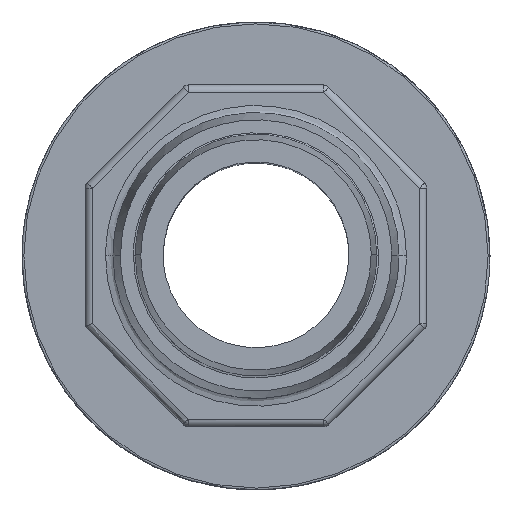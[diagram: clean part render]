
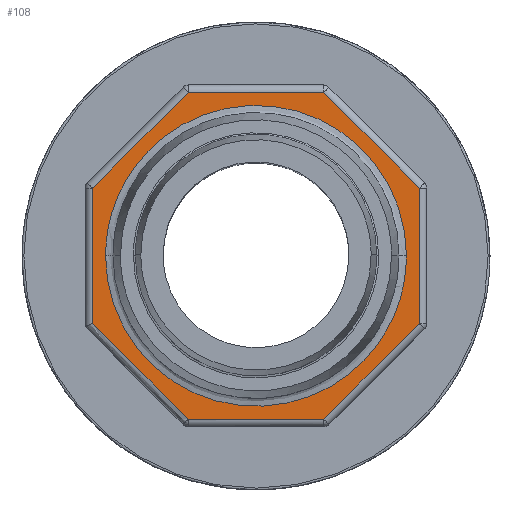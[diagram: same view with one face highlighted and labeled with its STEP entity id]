
A CAD part, top view. The second image highlights one B-rep face of the part: STEP entity #108.
In plain terms, the highlighted face is a extrusion surface.
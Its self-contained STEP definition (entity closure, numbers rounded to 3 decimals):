
#108 = ADVANCED_FACE( 'DE1953', ( #278, #279 ), #280, .T. );
#278 = FACE_OUTER_BOUND( '', #1242, .T. );
#279 = FACE_BOUND( '', #1243, .T. );
#280 = SURFACE_OF_LINEAR_EXTRUSION( '', #1244, #1245 );
#1242 = EDGE_LOOP( '', ( #3730, #3731, #3732, #3733, #3734, #3735, #3736, #3737 ) );
#1243 = EDGE_LOOP( '', ( #3738, #3739 ) );
#1244 = B_SPLINE_CURVE_WITH_KNOTS( '', 1, ( #3740, #3741 ), .UNSPECIFIED., .F., .F., ( 2, 2 ), ( 0., 1. ), .UNSPECIFIED. );
#1245 = VECTOR( '', #3742, 1000. );
#3730 = ORIENTED_EDGE( '', *, *, #4266, .F. );
#3731 = ORIENTED_EDGE( '', *, *, #4194, .F. );
#3732 = ORIENTED_EDGE( '', *, *, #4267, .F. );
#3733 = ORIENTED_EDGE( '', *, *, #4191, .F. );
#3734 = ORIENTED_EDGE( '', *, *, #4268, .F. );
#3735 = ORIENTED_EDGE( '', *, *, #4187, .F. );
#3736 = ORIENTED_EDGE( '', *, *, #4269, .F. );
#3737 = ORIENTED_EDGE( '', *, *, #4196, .F. );
#3738 = ORIENTED_EDGE( '', *, *, #4206, .F. );
#3739 = ORIENTED_EDGE( '', *, *, #4265, .F. );
#3740 = CARTESIAN_POINT( '', ( -22., -22., 15.5 ) );
#3741 = CARTESIAN_POINT( '', ( 22., -22., 15.5 ) );
#3742 = DIRECTION( '', ( 0., 1., 0. ) );
#4187 = EDGE_CURVE( '', #4479, #4481, #4482, .T. );
#4191 = EDGE_CURVE( '', #4457, #4484, #4487, .T. );
#4194 = EDGE_CURVE( '', #4490, #4488, #4492, .T. );
#4196 = EDGE_CURVE( '', #4493, #4495, #4496, .T. );
#4206 = EDGE_CURVE( '', #4509, #4512, #4513, .T. );
#4265 = EDGE_CURVE( '', #4512, #4509, #4607, .T. );
#4266 = EDGE_CURVE( '', #4488, #4493, #4608, .T. );
#4267 = EDGE_CURVE( '', #4484, #4490, #4609, .T. );
#4268 = EDGE_CURVE( '', #4481, #4457, #4610, .T. );
#4269 = EDGE_CURVE( '', #4495, #4479, #4611, .T. );
#4457 = VERTEX_POINT( '', #6284 );
#4479 = VERTEX_POINT( '', #6374 );
#4481 = VERTEX_POINT( '', #6386 );
#4482 = B_SPLINE_CURVE_WITH_KNOTS( '', 1, ( #6387, #6388 ), .UNSPECIFIED., .F., .F., ( 2, 2 ), ( 0., 1. ), .UNSPECIFIED. );
#4484 = VERTEX_POINT( '', #6400 );
#4487 = B_SPLINE_CURVE_WITH_KNOTS( '', 1, ( #6418, #6419 ), .UNSPECIFIED., .F., .F., ( 2, 2 ), ( 0., 1. ), .UNSPECIFIED. );
#4488 = VERTEX_POINT( '', #6420 );
#4490 = VERTEX_POINT( '', #6432 );
#4492 = B_SPLINE_CURVE_WITH_KNOTS( '', 1, ( #6444, #6445 ), .UNSPECIFIED., .F., .F., ( 2, 2 ), ( 0., 1. ), .UNSPECIFIED. );
#4493 = VERTEX_POINT( '', #6446 );
#4495 = VERTEX_POINT( '', #6458 );
#4496 = B_SPLINE_CURVE_WITH_KNOTS( '', 1, ( #6459, #6460 ), .UNSPECIFIED., .F., .F., ( 2, 2 ), ( 0., 1. ), .UNSPECIFIED. );
#4509 = VERTEX_POINT( '', #6517 );
#4512 = VERTEX_POINT( '', #6530 );
#4513 = ( BOUNDED_CURVE(  )B_SPLINE_CURVE( 3, ( #6533, #6534, #6535, #6536 ), .UNSPECIFIED., .F., .F. )B_SPLINE_CURVE_WITH_KNOTS( ( 4, 4 ), ( 0., 1. ), .UNSPECIFIED. )CURVE(  )GEOMETRIC_REPRESENTATION_ITEM(  )RATIONAL_B_SPLINE_CURVE( ( 1., 0.333, 0.333, 1. ) )REPRESENTATION_ITEM( '' ) );
#4607 = ( BOUNDED_CURVE(  )B_SPLINE_CURVE( 3, ( #7097, #7098, #7099, #7100 ), .UNSPECIFIED., .F., .F. )B_SPLINE_CURVE_WITH_KNOTS( ( 4, 4 ), ( 0., 1. ), .UNSPECIFIED. )CURVE(  )GEOMETRIC_REPRESENTATION_ITEM(  )RATIONAL_B_SPLINE_CURVE( ( 1., 0.333, 0.333, 1. ) )REPRESENTATION_ITEM( '' ) );
#4608 = B_SPLINE_CURVE_WITH_KNOTS( '', 1, ( #7106, #7107 ), .UNSPECIFIED., .F., .F., ( 2, 2 ), ( 0., 1. ), .UNSPECIFIED. );
#4609 = B_SPLINE_CURVE_WITH_KNOTS( '', 1, ( #7108, #7109 ), .UNSPECIFIED., .F., .F., ( 2, 2 ), ( 0., 1. ), .UNSPECIFIED. );
#4610 = B_SPLINE_CURVE_WITH_KNOTS( '', 1, ( #7110, #7111 ), .UNSPECIFIED., .F., .F., ( 2, 2 ), ( 0., 1. ), .UNSPECIFIED. );
#4611 = B_SPLINE_CURVE_WITH_KNOTS( '', 1, ( #7112, #7113 ), .UNSPECIFIED., .F., .F., ( 2, 2 ), ( 0., 1. ), .UNSPECIFIED. );
#6284 = CARTESIAN_POINT( '', ( -9.113, -22., 15.5 ) );
#6374 = CARTESIAN_POINT( '', ( 22., -9.113, 15.5 ) );
#6386 = CARTESIAN_POINT( '', ( 9.113, -22., 15.5 ) );
#6387 = CARTESIAN_POINT( '', ( 22., -9.113, 15.5 ) );
#6388 = CARTESIAN_POINT( '', ( 9.113, -22., 15.5 ) );
#6400 = CARTESIAN_POINT( '', ( -22., -9.113, 15.5 ) );
#6418 = CARTESIAN_POINT( '', ( -9.113, -22., 15.5 ) );
#6419 = CARTESIAN_POINT( '', ( -22., -9.113, 15.5 ) );
#6420 = CARTESIAN_POINT( '', ( -9.113, 22., 15.5 ) );
#6432 = CARTESIAN_POINT( '', ( -22., 9.113, 15.5 ) );
#6444 = CARTESIAN_POINT( '', ( -22., 9.113, 15.5 ) );
#6445 = CARTESIAN_POINT( '', ( -9.113, 22., 15.5 ) );
#6446 = CARTESIAN_POINT( '', ( 9.113, 22., 15.5 ) );
#6458 = CARTESIAN_POINT( '', ( 22., 9.113, 15.5 ) );
#6459 = CARTESIAN_POINT( '', ( 9.113, 22., 15.5 ) );
#6460 = CARTESIAN_POINT( '', ( 22., 9.113, 15.5 ) );
#6517 = CARTESIAN_POINT( '', ( 20.25, 0., 15.5 ) );
#6530 = CARTESIAN_POINT( '', ( -20.25, 0., 15.5 ) );
#6533 = CARTESIAN_POINT( '', ( 20.25, 0., 15.5 ) );
#6534 = CARTESIAN_POINT( '', ( 20.25, 40.5, 15.5 ) );
#6535 = CARTESIAN_POINT( '', ( -20.25, 40.5, 15.5 ) );
#6536 = CARTESIAN_POINT( '', ( -20.25, 0., 15.5 ) );
#7097 = CARTESIAN_POINT( '', ( -20.25, 0., 15.5 ) );
#7098 = CARTESIAN_POINT( '', ( -20.25, -40.5, 15.5 ) );
#7099 = CARTESIAN_POINT( '', ( 20.25, -40.5, 15.5 ) );
#7100 = CARTESIAN_POINT( '', ( 20.25, 0., 15.5 ) );
#7106 = CARTESIAN_POINT( '', ( -9.113, 22., 15.5 ) );
#7107 = CARTESIAN_POINT( '', ( 9.113, 22., 15.5 ) );
#7108 = CARTESIAN_POINT( '', ( -22., -9.113, 15.5 ) );
#7109 = CARTESIAN_POINT( '', ( -22., 9.113, 15.5 ) );
#7110 = CARTESIAN_POINT( '', ( 9.113, -22., 15.5 ) );
#7111 = CARTESIAN_POINT( '', ( -9.113, -22., 15.5 ) );
#7112 = CARTESIAN_POINT( '', ( 22., 9.113, 15.5 ) );
#7113 = CARTESIAN_POINT( '', ( 22., -9.113, 15.5 ) );
